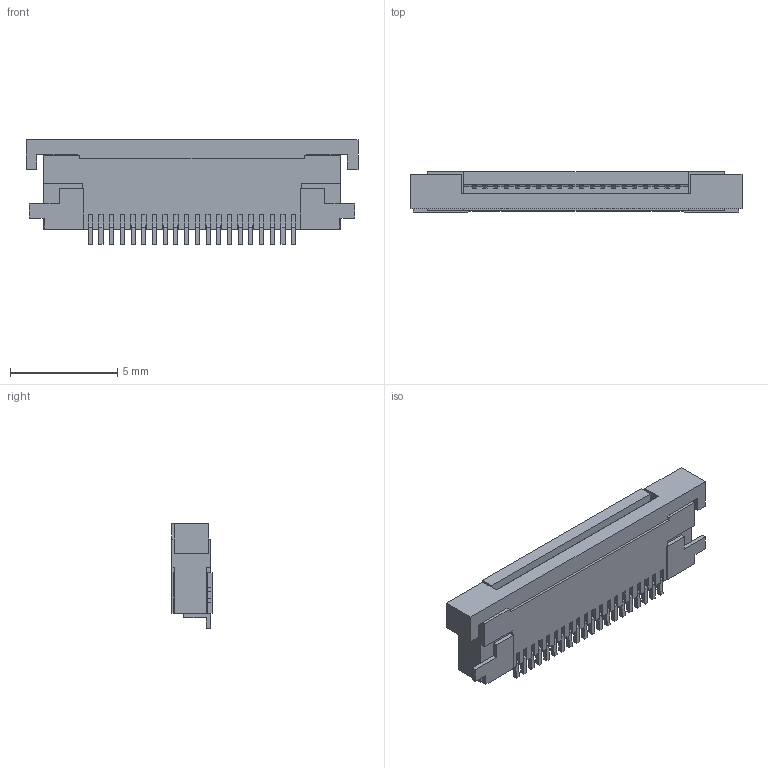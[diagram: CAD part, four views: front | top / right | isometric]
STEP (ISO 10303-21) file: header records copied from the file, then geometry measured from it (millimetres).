
FILE_DESCRIPTION((''),'2;1');
FILE_NAME('ISFV20R_4STLF','2007-09-03T',('ShoujiR'),(''),'PRO/ENGINEER BY PARAMETRIC TECHNOLOGY CORPORATION, 2005230','PRO/ENGINEER BY PARAMETRIC TECHNOLOGY CORPORATION, 2005230','');
FILE_SCHEMA(('CONFIG_CONTROL_DESIGN'));
Length unit declared in the file: millimetre
Products named in the file (1): ISFV20R_4STLF
Bounding box: 15.5 x 1.87 x 4.9 mm (x, y, z)
Volume: 96.4 mm3; surface area: 315.2 mm2
Topology: 1 solids, 1 shells, 440 faces, 1312 edges, 874 vertices
Faces by surface type: plane 420, cylinder 20
Entity records: 14538 total; most frequent: CARTESIAN_POINT 2626, ORIENTED_EDGE 2624, DIRECTION 2232, EDGE_CURVE 1312, VECTOR 1272, LINE 1272, VERTEX_POINT 874, AXIS2_PLACEMENT_3D 480
